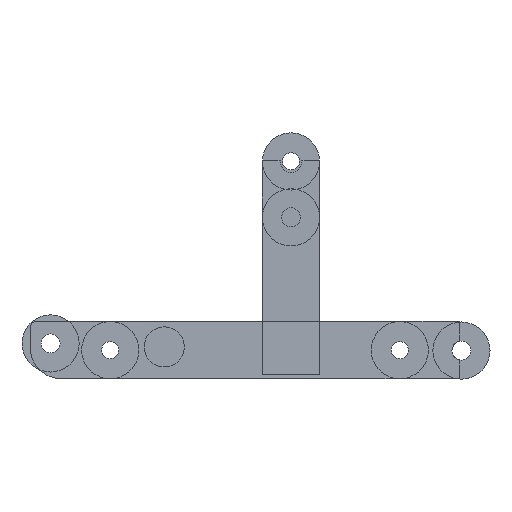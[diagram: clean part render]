
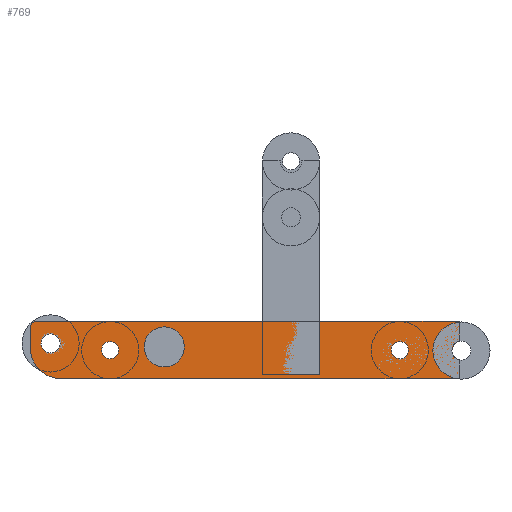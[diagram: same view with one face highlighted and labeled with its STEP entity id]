
A CAD part, front view. The second image highlights one B-rep face of the part: STEP entity #769.
In plain terms, the highlighted planar face has unit normal (0, -1, 0).
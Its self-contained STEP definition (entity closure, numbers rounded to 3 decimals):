
#58=FACE_BOUND('',#288,.T.);
#59=FACE_BOUND('',#289,.T.);
#60=FACE_BOUND('',#290,.T.);
#80=PLANE('',#865);
#113=LINE('',#1494,#165);
#114=LINE('',#1498,#166);
#115=LINE('',#1500,#167);
#116=LINE('',#1504,#168);
#117=LINE('',#1505,#169);
#165=VECTOR('',#1020,10.);
#166=VECTOR('',#1023,10.);
#167=VECTOR('',#1024,10.);
#168=VECTOR('',#1027,10.);
#169=VECTOR('',#1028,10.);
#227=FACE_OUTER_BOUND('',#287,.T.);
#287=EDGE_LOOP('',(#617,#618,#619,#620,#621,#622,#623,#624));
#288=EDGE_LOOP('',(#625));
#289=EDGE_LOOP('',(#626));
#290=EDGE_LOOP('',(#627));
#351=CIRCLE('',#857,0.9);
#354=CIRCLE('',#861,1.);
#355=CIRCLE('',#863,0.603);
#357=CIRCLE('',#866,3.175);
#358=CIRCLE('',#867,1.);
#359=CIRCLE('',#868,0.9);
#397=VERTEX_POINT('',#1472);
#400=VERTEX_POINT('',#1480);
#401=VERTEX_POINT('',#1484);
#402=VERTEX_POINT('',#1485);
#405=VERTEX_POINT('',#1493);
#406=VERTEX_POINT('',#1495);
#407=VERTEX_POINT('',#1497);
#408=VERTEX_POINT('',#1499);
#409=VERTEX_POINT('',#1501);
#410=VERTEX_POINT('',#1503);
#411=VERTEX_POINT('',#1506);
#474=EDGE_CURVE('',#397,#397,#351,.T.);
#479=EDGE_CURVE('',#400,#400,#354,.T.);
#480=EDGE_CURVE('',#401,#402,#355,.T.);
#484=EDGE_CURVE('',#401,#405,#113,.T.);
#485=EDGE_CURVE('',#406,#405,#357,.T.);
#486=EDGE_CURVE('',#406,#407,#114,.T.);
#487=EDGE_CURVE('',#407,#408,#115,.T.);
#488=EDGE_CURVE('',#408,#409,#358,.T.);
#489=EDGE_CURVE('',#409,#410,#116,.T.);
#490=EDGE_CURVE('',#410,#402,#117,.T.);
#491=EDGE_CURVE('',#411,#411,#359,.T.);
#617=ORIENTED_EDGE('',*,*,#480,.F.);
#618=ORIENTED_EDGE('',*,*,#484,.T.);
#619=ORIENTED_EDGE('',*,*,#485,.F.);
#620=ORIENTED_EDGE('',*,*,#486,.T.);
#621=ORIENTED_EDGE('',*,*,#487,.T.);
#622=ORIENTED_EDGE('',*,*,#488,.T.);
#623=ORIENTED_EDGE('',*,*,#489,.T.);
#624=ORIENTED_EDGE('',*,*,#490,.T.);
#625=ORIENTED_EDGE('',*,*,#474,.T.);
#626=ORIENTED_EDGE('',*,*,#479,.T.);
#627=ORIENTED_EDGE('',*,*,#491,.T.);
#769=ADVANCED_FACE('',(#227,#58,#59,#60),#80,.F.);
#857=AXIS2_PLACEMENT_3D('',#1473,#998,#999);
#861=AXIS2_PLACEMENT_3D('',#1482,#1008,#1009);
#863=AXIS2_PLACEMENT_3D('',#1486,#1012,#1013);
#865=AXIS2_PLACEMENT_3D('',#1492,#1018,#1019);
#866=AXIS2_PLACEMENT_3D('',#1496,#1021,#1022);
#867=AXIS2_PLACEMENT_3D('',#1502,#1025,#1026);
#868=AXIS2_PLACEMENT_3D('',#1507,#1029,#1030);
#998=DIRECTION('center_axis',(0.,1.,0.));
#999=DIRECTION('ref_axis',(0.,0.,-1.));
#1008=DIRECTION('center_axis',(0.,1.,0.));
#1009=DIRECTION('ref_axis',(0.,0.,1.));
#1012=DIRECTION('center_axis',(0.,1.,0.));
#1013=DIRECTION('ref_axis',(-0.707,0.,0.707));
#1018=DIRECTION('center_axis',(0.,1.,0.));
#1019=DIRECTION('ref_axis',(0.,0.,
1.));
#1020=DIRECTION('',(0.,0.,-1.));
#1021=DIRECTION('center_axis',(0.,1.,0.));
#1022=DIRECTION('ref_axis',(-0.707,0.,-0.707));
#1023=DIRECTION('',(1.,0.,0.));
#1024=DIRECTION('',(0.,0.,1.));
#1025=DIRECTION('center_axis',(0.,1.,0.));
#1026=DIRECTION('ref_axis',(0.,0.,1.));
#1027=DIRECTION('',(0.,0.,1.));
#1028=DIRECTION('',(-1.,0.,0.));
#1029=DIRECTION('center_axis',(0.,1.,0.));
#1030=DIRECTION('ref_axis',(0.,0.,1.));
#1472=CARTESIAN_POINT('',(-16.545,-4.535,-14.184));
#1473=CARTESIAN_POINT('Origin',(-16.545,-4.535,-15.084));
#1480=CARTESIAN_POINT('',(-22.803,-4.535,-15.375));
#1482=CARTESIAN_POINT('Origin',(-22.803,-4.535,-14.375));
#1484=CARTESIAN_POINT('',(-24.923,-4.535,-12.66));
#1485=CARTESIAN_POINT('',(-24.32,-4.535,-12.057));
#1486=CARTESIAN_POINT('Origin',(-24.32,-4.535,-12.66));
#1492=CARTESIAN_POINT('Origin',(-2.423,-4.535,-15.057));
#1493=CARTESIAN_POINT('',(-24.923,-4.535,-14.882));
#1494=CARTESIAN_POINT('',(-24.923,-4.535,-15.057));
#1495=CARTESIAN_POINT('',(-21.748,-4.535,-18.057));
#1496=CARTESIAN_POINT('Origin',(-21.748,-4.535,-14.882));
#1497=CARTESIAN_POINT('',(20.077,-4.535,-18.057));
#1498=CARTESIAN_POINT('',(-2.423,-4.535,-18.057));
#1499=CARTESIAN_POINT('',(20.077,-4.535,-16.095));
#1500=CARTESIAN_POINT('',(20.077,-4.535,-15.057));
#1501=CARTESIAN_POINT('',(20.077,-4.535,-14.156));
#1502=CARTESIAN_POINT('Origin',(20.322,-4.535,-15.125));
#1503=CARTESIAN_POINT('',(20.077,-4.535,-12.057));
#1504=CARTESIAN_POINT('',(20.077,-4.535,-15.057));
#1505=CARTESIAN_POINT('',(-2.423,-4.535,-12.057));
#1506=CARTESIAN_POINT('',(13.855,-4.535,-15.984));
#1507=CARTESIAN_POINT('Origin',(13.855,-4.535,-15.084));
